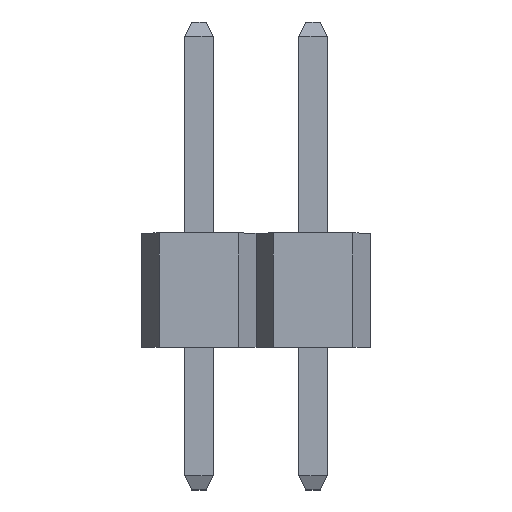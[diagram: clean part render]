
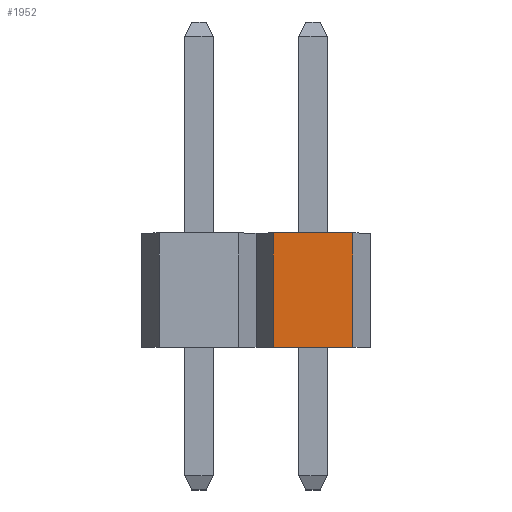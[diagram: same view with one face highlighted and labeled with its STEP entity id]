
A CAD part, top view. The second image highlights one B-rep face of the part: STEP entity #1952.
In plain terms, the highlighted planar face has unit normal (0, 0, 1).
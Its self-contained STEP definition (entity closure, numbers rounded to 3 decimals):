
#97 = CARTESIAN_POINT ( 'NONE',  ( 0.7, 2., 1. ) ) ;
#115 = FACE_OUTER_BOUND ( 'NONE', #728, .T. ) ;
#237 = CARTESIAN_POINT ( 'NONE',  ( -0.7, 2., 1. ) ) ;
#244 = CARTESIAN_POINT ( 'NONE',  ( -0.7, 0., 1. ) ) ;
#250 = VERTEX_POINT ( 'NONE', #1597 ) ;
#378 = EDGE_CURVE ( 'NONE', #250, #2272, #3154, .T. ) ;
#392 = AXIS2_PLACEMENT_3D ( 'NONE', #1901, #2511, #1926 ) ;
#393 = LINE ( 'NONE', #834, #1823 ) ;
#406 = CARTESIAN_POINT ( 'NONE',  ( 0.7, 2., 1. ) ) ;
#513 = ORIENTED_EDGE ( 'NONE', *, *, #3293, .T. ) ;
#728 = EDGE_LOOP ( 'NONE', ( #2170, #2909, #3251, #513 ) ) ;
#834 = CARTESIAN_POINT ( 'NONE',  ( -1., 0., 1. ) ) ;
#861 = EDGE_CURVE ( 'NONE', #2415, #3427, #393, .T. ) ;
#883 = VECTOR ( 'NONE', #2328, 1000. ) ;
#1042 = PLANE ( 'NONE',  #392 ) ;
#1597 = CARTESIAN_POINT ( 'NONE',  ( -0.7, 2., 1. ) ) ;
#1683 = DIRECTION ( 'NONE',  ( 1., 0., 0. ) ) ;
#1823 = VECTOR ( 'NONE', #2539, 1000. ) ;
#1901 = CARTESIAN_POINT ( 'NONE',  ( -1., 2., 1. ) ) ;
#1926 = DIRECTION ( 'NONE',  ( -1., 0., 0. ) ) ;
#1952 = ADVANCED_FACE ( 'NONE', ( #115 ), #1042, .F. ) ;
#2170 = ORIENTED_EDGE ( 'NONE', *, *, #378, .F. ) ;
#2174 = CARTESIAN_POINT ( 'NONE',  ( 0.7, 0., 1. ) ) ;
#2272 = VERTEX_POINT ( 'NONE', #406 ) ;
#2328 = DIRECTION ( 'NONE',  ( 0., -1., 0. ) ) ;
#2415 = VERTEX_POINT ( 'NONE', #244 ) ;
#2511 = DIRECTION ( 'NONE',  ( 0., 0., -1. ) ) ;
#2539 = DIRECTION ( 'NONE',  ( 1., 0., 0. ) ) ;
#2889 = VECTOR ( 'NONE', #1683, 1000. ) ;
#2909 = ORIENTED_EDGE ( 'NONE', *, *, #3021, .T. ) ;
#2983 = DIRECTION ( 'NONE',  ( 0., 1., 0. ) ) ;
#3006 = VECTOR ( 'NONE', #2983, 1000. ) ;
#3021 = EDGE_CURVE ( 'NONE', #250, #2415, #3622, .T. ) ;
#3154 = LINE ( 'NONE', #3184, #2889 ) ;
#3184 = CARTESIAN_POINT ( 'NONE',  ( -1., 2., 1. ) ) ;
#3186 = LINE ( 'NONE', #97, #3006 ) ;
#3251 = ORIENTED_EDGE ( 'NONE', *, *, #861, .T. ) ;
#3293 = EDGE_CURVE ( 'NONE', #3427, #2272, #3186, .T. ) ;
#3427 = VERTEX_POINT ( 'NONE', #2174 ) ;
#3622 = LINE ( 'NONE', #237, #883 ) ;
